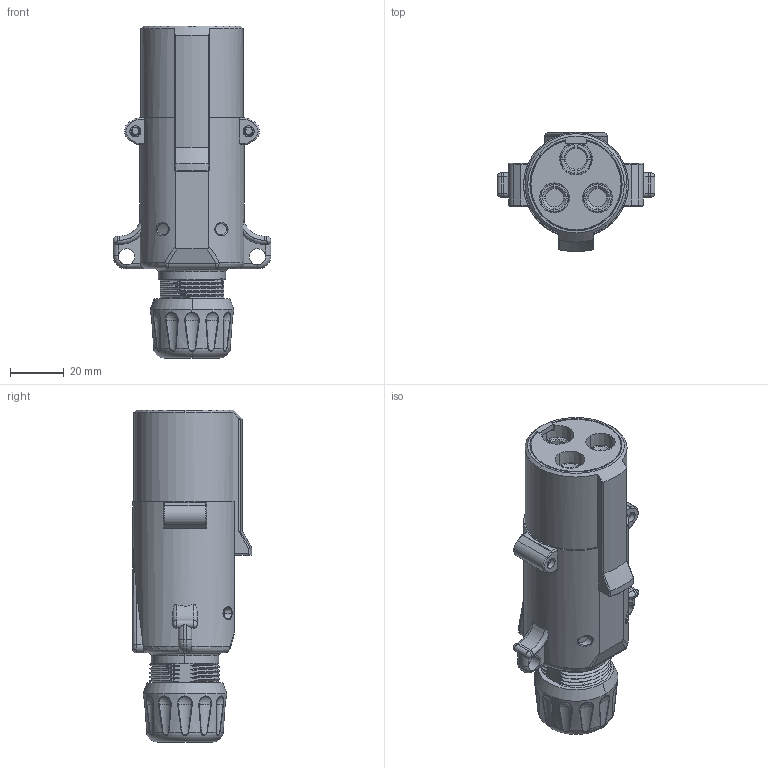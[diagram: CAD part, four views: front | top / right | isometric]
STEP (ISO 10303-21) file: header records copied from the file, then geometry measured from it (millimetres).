
FILE_DESCRIPTION((''),'2;1');
FILE_NAME('251280_SW0001','2019-05-20T07:50:05',('tema'),(''),'CREO PARAMETRIC BY PTC INC, 2017380','CREO PARAMETRIC BY PTC INC, 2017380','');
FILE_SCHEMA(('CONFIG_CONTROL_DESIGN'));
Products named in the file (1): 251280_SW0001
Bounding box: 58.5 x 44.22 x 123 mm (x, y, z)
Volume: 123384.9 mm3; surface area: 25486.2 mm2
Topology: 1 solids, 1 shells, 740 faces, 1896 edges, 1187 vertices
Faces by surface type: cylinder 252, plane 191, bspline 168, cone 68, torus 39, sphere 22
Entity records: 47265 total; most frequent: CARTESIAN_POINT 30732, ORIENTED_EDGE 3788, DIRECTION 2933, EDGE_CURVE 1894, VERTEX_POINT 1187, AXIS2_PLACEMENT_3D 1122, EDGE_LOOP 787, FACE_OUTER_BOUND 740
